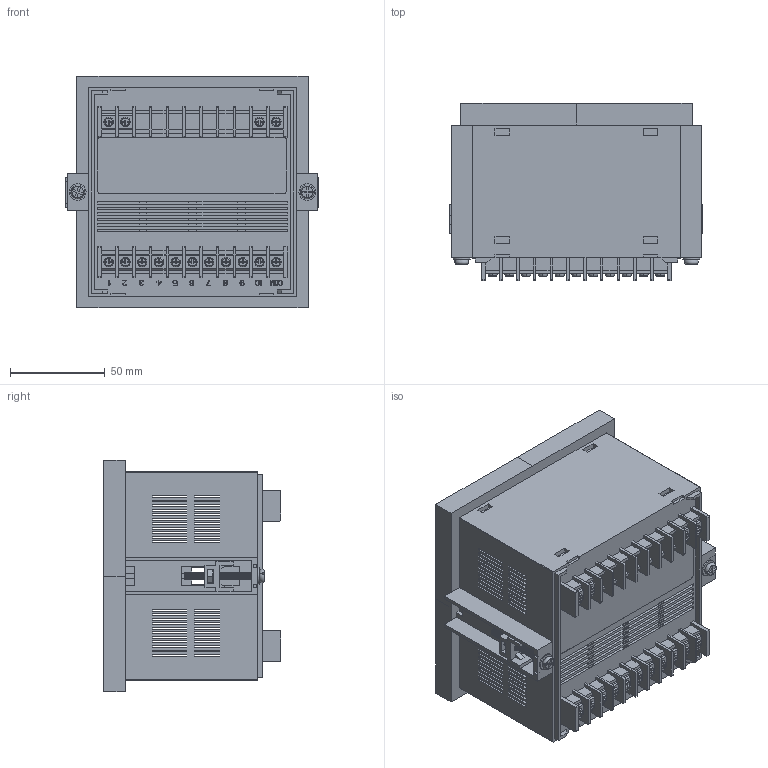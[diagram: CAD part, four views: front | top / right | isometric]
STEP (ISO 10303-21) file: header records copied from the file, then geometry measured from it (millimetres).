
FILE_DESCRIPTION((''),'2;1');
FILE_NAME('NWK1-G_10_ASM','2020-11-30T',('lyus'),(''),'CREO PARAMETRIC BY PTC INC, 2018070','CREO PARAMETRIC BY PTC INC, 2018070','');
FILE_SCHEMA(('CONFIG_CONTROL_DESIGN'));
Products named in the file (17): PRT0019_9_1_2_1_1_1; MANIFOLD_SOLID_BREP_29536_1_1_1; MANIFOLD_SOLID_BREP_30090_1_1_1; PRT0021_3_ASM_1_ASM_1_ASM_1_ASM_ASM; PRT0025_2_1_1_1_1_1; ASM0002_ASM_6_ASM_1_ASM_1_ASM_1_ASM; PRT0023_2_1_1_1_1; 000001_2_1_1_1_1; PRT0024_1_1_1_1_1; 15_ASM_2_ASM_1_ASM_1_ASM_1_ASM__ASM; NWK1-G__ASM_1_ASM_1_ASM_1_ASM; JX_1_1; NWK1-G_ASM_1_ASM_1_ASM; 4_5; NWK1-G_ASM_ASM_1_ASM; BP1; NWK1-G_10_ASM
Assembly tree (34 placements, depth 8):
  NWK1-G_10_ASM
    NWK1-G_ASM_ASM_1_ASM
      NWK1-G_ASM_1_ASM_1_ASM
        NWK1-G__ASM_1_ASM_1_ASM_1_ASM
          15_ASM_2_ASM_1_ASM_1_ASM_1_ASM__ASM
            ASM0002_ASM_6_ASM_1_ASM_1_ASM_1_ASM
              PRT0019_9_1_2_1_1_1
              PRT0021_3_ASM_1_ASM_1_ASM_1_ASM_ASM  x15
                MANIFOLD_SOLID_BREP_29536_1_1_1
                MANIFOLD_SOLID_BREP_30090_1_1_1
              PRT0025_2_1_1_1_1_1  x2
            PRT0023_2_1_1_1_1  x2
            000001_2_1_1_1_1  x2
            PRT0024_1_1_1_1_1  x2
        JX_1_1
      4_5
    BP1
Bounding box: 133.1 x 93.55 x 122 mm (x, y, z)
Volume: 314682.6 mm3; surface area: 199701.3 mm2
Topology: 42 solids, 42 shells, 2346 faces, 17714 edges, 15527 vertices
Faces by surface type: plane 1902, cylinder 376, bspline 34, sphere 30, revolution 4
Entity records: 165892 total; most frequent: CARTESIAN_POINT 29488, DIRECTION 19474, VECTOR 15386, LINE 15386, PRESENTATION_STYLE_ASSIGNMENT 11252, STYLED_ITEM 11252, CURVE_STYLE 10998, TRIMMED_CURVE 10919
